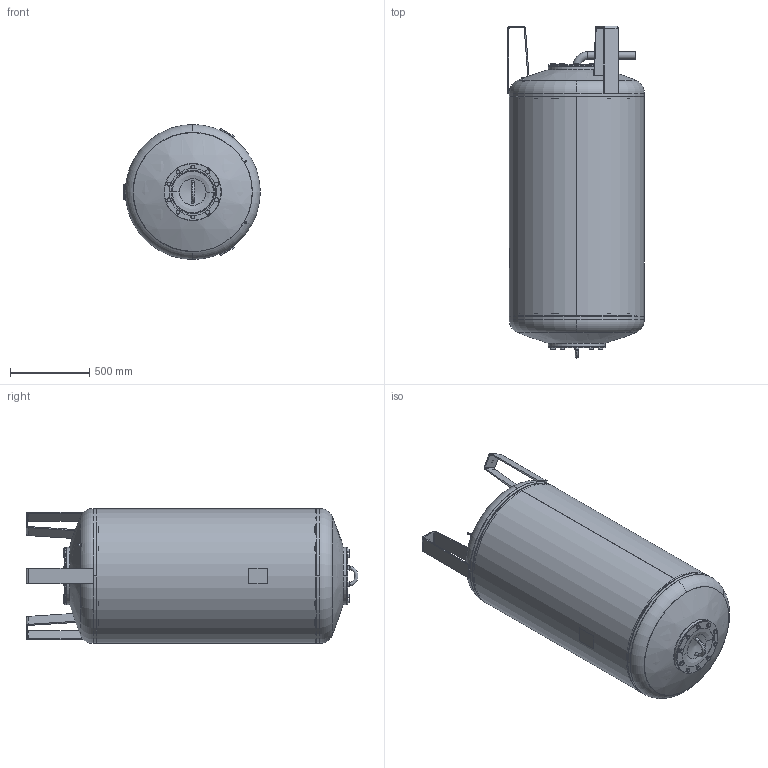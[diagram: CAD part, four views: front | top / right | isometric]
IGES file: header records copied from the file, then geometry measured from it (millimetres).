
Global section: file name: No Iges File Name specified; native system: Autodesk Inventor 2009; preprocessor: AutoDesk Inventor Iges Exporter R2009; author: suw; date: 20130221.135006; units: millimetre
Bounding box: 859.58 x 2088.95 x 850 mm (x, y, z)
Volume: 27264298.6 mm3; surface area: 16302749.5 mm2
Topology: 33 solids, 33 shells, 1569 faces, 3953 edges, 2546 vertices
Faces by surface type: plane 603, bspline 320, cone 198, cylinder 192, revolution 183, torus 68, sphere 5
